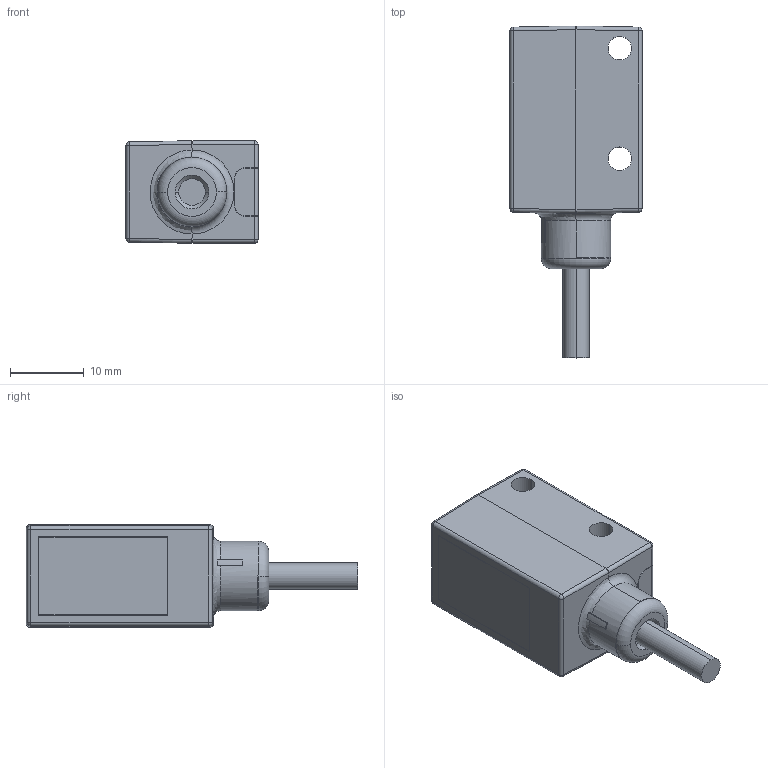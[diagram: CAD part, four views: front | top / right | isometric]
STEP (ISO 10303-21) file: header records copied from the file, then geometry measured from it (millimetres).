
FILE_DESCRIPTION((''),'2;1');
FILE_NAME('DM_CAD-1966_ASM','2014-06-02T',('creinig-se'),(''),'PRO/ENGINEER BY PARAMETRIC TECHNOLOGY CORPORATION, 2013050','PRO/ENGINEER BY PARAMETRIC TECHNOLOGY CORPORATION, 2013050','');
FILE_SCHEMA(('CONFIG_CONTROL_DESIGN'));
Length unit declared in the file: millimetre
Products named in the file (4): DM_CAD-1966_BREP_4170; DM_CAD-1966_BREP_4362; DM_CAD-1966_ML6_8_H_KABEL_TW20_ASM; DM_CAD-1966_ASM
Assembly tree (3 placements, depth 3):
  DM_CAD-1966_ASM
    DM_CAD-1966_ML6_8_H_KABEL_TW20_ASM
      DM_CAD-1966_BREP_4170
      DM_CAD-1966_BREP_4362
Bounding box: 17.9 x 45 x 13.9 mm (x, y, z)
Volume: 6587.5 mm3; surface area: 3153.7 mm2
Topology: 2 solids, 2 shells, 103 faces, 262 edges, 160 vertices
Faces by surface type: cylinder 43, plane 42, sphere 8, cone 6, torus 3, bspline 1
Entity records: 4200 total; most frequent: CARTESIAN_POINT 713, DIRECTION 563, ORIENTED_EDGE 508, EDGE_CURVE 254, AXIS2_PLACEMENT_3D 212, VERTEX_POINT 160, VECTOR 139, LINE 139
